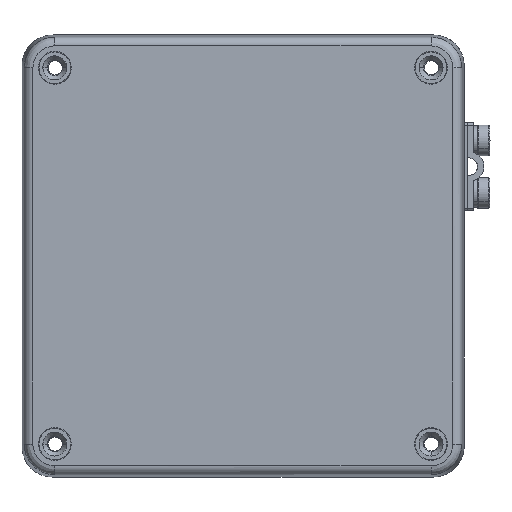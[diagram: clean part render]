
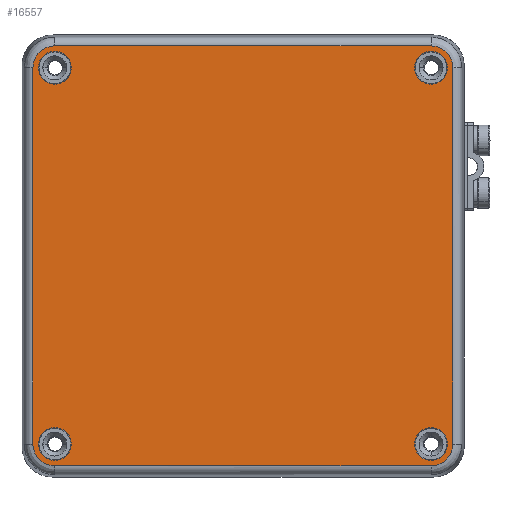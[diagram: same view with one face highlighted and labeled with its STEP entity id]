
A CAD part, top view. The second image highlights one B-rep face of the part: STEP entity #16557.
In plain terms, the highlighted planar face has unit normal (0, 0, 1).
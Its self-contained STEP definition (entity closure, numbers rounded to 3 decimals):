
#15737 = VERTEX_POINT('',#15738);
#15738 = CARTESIAN_POINT('',(-39.25,-43.,20.));
#15744 = EDGE_CURVE('',#15745,#15737,#15747,.T.);
#15745 = VERTEX_POINT('',#15746);
#15746 = CARTESIAN_POINT('',(-46.75,-43.,20.));
#15747 = CIRCLE('',#15748,3.75);
#15748 = AXIS2_PLACEMENT_3D('',#15749,#15750,#15751);
#15749 = CARTESIAN_POINT('',(-43.,-43.,20.));
#15750 = DIRECTION('',(0.,0.,1.));
#15751 = DIRECTION('',(1.,0.,-0.));
#15779 = VERTEX_POINT('',#15780);
#15780 = CARTESIAN_POINT('',(-39.25,43.,20.));
#15786 = EDGE_CURVE('',#15787,#15779,#15789,.T.);
#15787 = VERTEX_POINT('',#15788);
#15788 = CARTESIAN_POINT('',(-46.75,43.,20.));
#15789 = CIRCLE('',#15790,3.75);
#15790 = AXIS2_PLACEMENT_3D('',#15791,#15792,#15793);
#15791 = CARTESIAN_POINT('',(-43.,43.,20.));
#15792 = DIRECTION('',(0.,0.,1.));
#15793 = DIRECTION('',(1.,0.,-0.));
#15821 = VERTEX_POINT('',#15822);
#15822 = CARTESIAN_POINT('',(46.75,-43.,20.));
#15828 = EDGE_CURVE('',#15829,#15821,#15831,.T.);
#15829 = VERTEX_POINT('',#15830);
#15830 = CARTESIAN_POINT('',(39.25,-43.,20.));
#15831 = CIRCLE('',#15832,3.75);
#15832 = AXIS2_PLACEMENT_3D('',#15833,#15834,#15835);
#15833 = CARTESIAN_POINT('',(43.,-43.,20.));
#15834 = DIRECTION('',(0.,0.,1.));
#15835 = DIRECTION('',(1.,0.,-0.));
#15863 = VERTEX_POINT('',#15864);
#15864 = CARTESIAN_POINT('',(46.75,43.,20.));
#15870 = EDGE_CURVE('',#15871,#15863,#15873,.T.);
#15871 = VERTEX_POINT('',#15872);
#15872 = CARTESIAN_POINT('',(39.25,43.,20.));
#15873 = CIRCLE('',#15874,3.75);
#15874 = AXIS2_PLACEMENT_3D('',#15875,#15876,#15877);
#15875 = CARTESIAN_POINT('',(43.,43.,20.));
#15876 = DIRECTION('',(0.,-0.,1.));
#15877 = DIRECTION('',(1.,0.,0.));
#16557 = ADVANCED_FACE('',(#16558,#16568,#16578,#16588,#16598),#16688,
  .F.);
#16558 = FACE_BOUND('',#16559,.T.);
#16559 = EDGE_LOOP('',(#16560,#16567));
#16560 = ORIENTED_EDGE('',*,*,#16561,.F.);
#16561 = EDGE_CURVE('',#15737,#15745,#16562,.T.);
#16562 = CIRCLE('',#16563,3.75);
#16563 = AXIS2_PLACEMENT_3D('',#16564,#16565,#16566);
#16564 = CARTESIAN_POINT('',(-43.,-43.,20.));
#16565 = DIRECTION('',(0.,0.,1.));
#16566 = DIRECTION('',(1.,0.,-0.));
#16567 = ORIENTED_EDGE('',*,*,#15744,.F.);
#16568 = FACE_BOUND('',#16569,.T.);
#16569 = EDGE_LOOP('',(#16570,#16577));
#16570 = ORIENTED_EDGE('',*,*,#16571,.F.);
#16571 = EDGE_CURVE('',#15779,#15787,#16572,.T.);
#16572 = CIRCLE('',#16573,3.75);
#16573 = AXIS2_PLACEMENT_3D('',#16574,#16575,#16576);
#16574 = CARTESIAN_POINT('',(-43.,43.,20.));
#16575 = DIRECTION('',(0.,0.,1.));
#16576 = DIRECTION('',(1.,0.,-0.));
#16577 = ORIENTED_EDGE('',*,*,#15786,.F.);
#16578 = FACE_BOUND('',#16579,.T.);
#16579 = EDGE_LOOP('',(#16580,#16587));
#16580 = ORIENTED_EDGE('',*,*,#16581,.F.);
#16581 = EDGE_CURVE('',#15821,#15829,#16582,.T.);
#16582 = CIRCLE('',#16583,3.75);
#16583 = AXIS2_PLACEMENT_3D('',#16584,#16585,#16586);
#16584 = CARTESIAN_POINT('',(43.,-43.,20.));
#16585 = DIRECTION('',(0.,0.,1.));
#16586 = DIRECTION('',(1.,0.,-0.));
#16587 = ORIENTED_EDGE('',*,*,#15828,.F.);
#16588 = FACE_BOUND('',#16589,.T.);
#16589 = EDGE_LOOP('',(#16590,#16597));
#16590 = ORIENTED_EDGE('',*,*,#16591,.F.);
#16591 = EDGE_CURVE('',#15863,#15871,#16592,.T.);
#16592 = CIRCLE('',#16593,3.75);
#16593 = AXIS2_PLACEMENT_3D('',#16594,#16595,#16596);
#16594 = CARTESIAN_POINT('',(43.,43.,20.));
#16595 = DIRECTION('',(0.,-0.,1.));
#16596 = DIRECTION('',(1.,0.,0.));
#16597 = ORIENTED_EDGE('',*,*,#15870,.F.);
#16598 = FACE_BOUND('',#16599,.T.);
#16599 = EDGE_LOOP('',(#16600,#16616,#16624,#16638,#16646,#16660,#16668,
    #16682));
#16600 = ORIENTED_EDGE('',*,*,#16601,.F.);
#16601 = EDGE_CURVE('',#16602,#16604,#16606,.T.);
#16602 = VERTEX_POINT('',#16603);
#16603 = CARTESIAN_POINT('',(-47.996,42.998,20.));
#16604 = VERTEX_POINT('',#16605);
#16605 = CARTESIAN_POINT('',(-42.998,47.996,20.));
#16606 = B_SPLINE_CURVE_WITH_KNOTS('',5,(#16607,#16608,#16609,#16610,
    #16611,#16612,#16613,#16614,#16615),.UNSPECIFIED.,.F.,.F.,(6,3,6),(
    0.,0.437,1.),.UNSPECIFIED.);
#16607 = CARTESIAN_POINT('',(-47.996,42.998,20.));
#16608 = CARTESIAN_POINT('',(-47.996,43.684,20.));
#16609 = CARTESIAN_POINT('',(-47.879,44.37,20.));
#16610 = CARTESIAN_POINT('',(-47.644,45.029,20.));
#16611 = CARTESIAN_POINT('',(-46.858,46.414,20.));
#16612 = CARTESIAN_POINT('',(-45.594,47.409,20.));
#16613 = CARTESIAN_POINT('',(-44.768,47.801,20.));
#16614 = CARTESIAN_POINT('',(-43.883,47.996,20.));
#16615 = CARTESIAN_POINT('',(-42.998,47.996,20.));
#16616 = ORIENTED_EDGE('',*,*,#16617,.F.);
#16617 = EDGE_CURVE('',#16618,#16602,#16620,.T.);
#16618 = VERTEX_POINT('',#16619);
#16619 = CARTESIAN_POINT('',(-47.996,-42.998,20.));
#16620 = LINE('',#16621,#16622);
#16621 = CARTESIAN_POINT('',(-47.996,0.,20.));
#16622 = VECTOR('',#16623,1.);
#16623 = DIRECTION('',(0.,1.,0.));
#16624 = ORIENTED_EDGE('',*,*,#16625,.F.);
#16625 = EDGE_CURVE('',#16626,#16618,#16628,.T.);
#16626 = VERTEX_POINT('',#16627);
#16627 = CARTESIAN_POINT('',(-42.998,-47.996,20.));
#16628 = B_SPLINE_CURVE_WITH_KNOTS('',5,(#16629,#16630,#16631,#16632,
    #16633,#16634,#16635,#16636,#16637),.UNSPECIFIED.,.F.,.F.,(6,3,6),(
    0.,0.437,1.),.UNSPECIFIED.);
#16629 = CARTESIAN_POINT('',(-42.998,-47.996,20.));
#16630 = CARTESIAN_POINT('',(-43.684,-47.996,20.));
#16631 = CARTESIAN_POINT('',(-44.37,-47.879,20.));
#16632 = CARTESIAN_POINT('',(-45.029,-47.644,20.));
#16633 = CARTESIAN_POINT('',(-46.414,-46.858,20.));
#16634 = CARTESIAN_POINT('',(-47.409,-45.594,20.));
#16635 = CARTESIAN_POINT('',(-47.801,-44.768,20.));
#16636 = CARTESIAN_POINT('',(-47.996,-43.883,20.));
#16637 = CARTESIAN_POINT('',(-47.996,-42.998,20.));
#16638 = ORIENTED_EDGE('',*,*,#16639,.F.);
#16639 = EDGE_CURVE('',#16640,#16626,#16642,.T.);
#16640 = VERTEX_POINT('',#16641);
#16641 = CARTESIAN_POINT('',(42.998,-47.996,20.));
#16642 = LINE('',#16643,#16644);
#16643 = CARTESIAN_POINT('',(0.,-47.996,20.));
#16644 = VECTOR('',#16645,1.);
#16645 = DIRECTION('',(-1.,0.,-0.));
#16646 = ORIENTED_EDGE('',*,*,#16647,.F.);
#16647 = EDGE_CURVE('',#16648,#16640,#16650,.T.);
#16648 = VERTEX_POINT('',#16649);
#16649 = CARTESIAN_POINT('',(47.996,-42.998,20.));
#16650 = B_SPLINE_CURVE_WITH_KNOTS('',5,(#16651,#16652,#16653,#16654,
    #16655,#16656,#16657,#16658,#16659),.UNSPECIFIED.,.F.,.F.,(6,3,6),(
    0.,0.437,1.),.UNSPECIFIED.);
#16651 = CARTESIAN_POINT('',(47.996,-42.998,20.));
#16652 = CARTESIAN_POINT('',(47.996,-43.684,20.));
#16653 = CARTESIAN_POINT('',(47.879,-44.37,20.));
#16654 = CARTESIAN_POINT('',(47.644,-45.029,20.));
#16655 = CARTESIAN_POINT('',(46.858,-46.414,20.));
#16656 = CARTESIAN_POINT('',(45.594,-47.409,20.));
#16657 = CARTESIAN_POINT('',(44.768,-47.801,20.));
#16658 = CARTESIAN_POINT('',(43.883,-47.996,20.));
#16659 = CARTESIAN_POINT('',(42.998,-47.996,20.));
#16660 = ORIENTED_EDGE('',*,*,#16661,.F.);
#16661 = EDGE_CURVE('',#16662,#16648,#16664,.T.);
#16662 = VERTEX_POINT('',#16663);
#16663 = CARTESIAN_POINT('',(47.996,42.998,20.));
#16664 = LINE('',#16665,#16666);
#16665 = CARTESIAN_POINT('',(47.996,0.,20.));
#16666 = VECTOR('',#16667,1.);
#16667 = DIRECTION('',(-0.,-1.,-0.));
#16668 = ORIENTED_EDGE('',*,*,#16669,.F.);
#16669 = EDGE_CURVE('',#16670,#16662,#16672,.T.);
#16670 = VERTEX_POINT('',#16671);
#16671 = CARTESIAN_POINT('',(42.998,47.996,20.));
#16672 = B_SPLINE_CURVE_WITH_KNOTS('',5,(#16673,#16674,#16675,#16676,
    #16677,#16678,#16679,#16680,#16681),.UNSPECIFIED.,.F.,.F.,(6,3,6),(
    0.,0.437,1.),.UNSPECIFIED.);
#16673 = CARTESIAN_POINT('',(42.998,47.996,20.));
#16674 = CARTESIAN_POINT('',(43.684,47.996,20.));
#16675 = CARTESIAN_POINT('',(44.37,47.879,20.));
#16676 = CARTESIAN_POINT('',(45.029,47.644,20.));
#16677 = CARTESIAN_POINT('',(46.414,46.858,20.));
#16678 = CARTESIAN_POINT('',(47.409,45.594,20.));
#16679 = CARTESIAN_POINT('',(47.801,44.768,20.));
#16680 = CARTESIAN_POINT('',(47.996,43.883,20.));
#16681 = CARTESIAN_POINT('',(47.996,42.998,20.));
#16682 = ORIENTED_EDGE('',*,*,#16683,.F.);
#16683 = EDGE_CURVE('',#16604,#16670,#16684,.T.);
#16684 = LINE('',#16685,#16686);
#16685 = CARTESIAN_POINT('',(0.,47.996,20.));
#16686 = VECTOR('',#16687,1.);
#16687 = DIRECTION('',(1.,-0.,0.));
#16688 = PLANE('',#16689);
#16689 = AXIS2_PLACEMENT_3D('',#16690,#16691,#16692);
#16690 = CARTESIAN_POINT('',(0.,0.,20.));
#16691 = DIRECTION('',(0.,0.,-1.));
#16692 = DIRECTION('',(-1.,0.,-0.));
